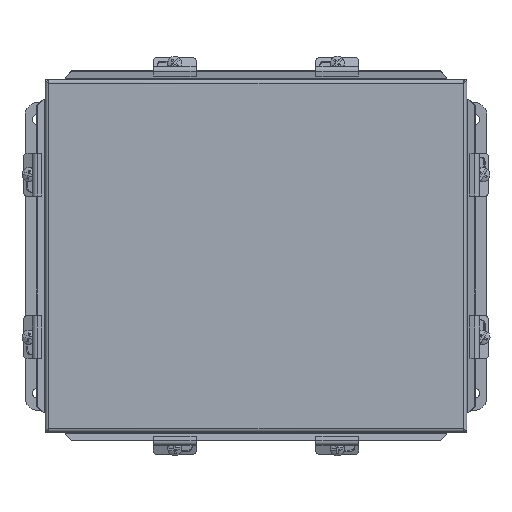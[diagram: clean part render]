
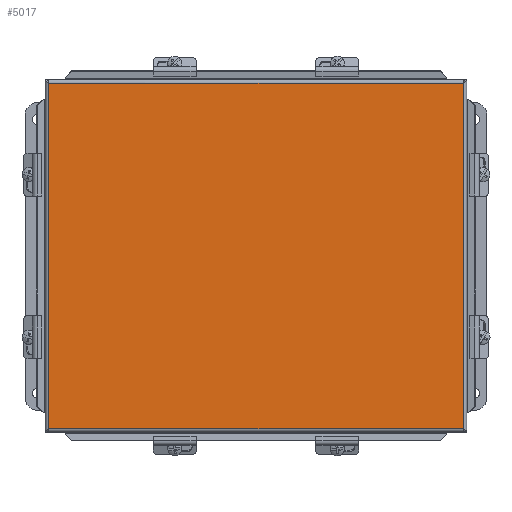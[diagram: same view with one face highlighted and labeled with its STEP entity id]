
A CAD part, top view. The second image highlights one B-rep face of the part: STEP entity #5017.
In plain terms, the highlighted face is planar.
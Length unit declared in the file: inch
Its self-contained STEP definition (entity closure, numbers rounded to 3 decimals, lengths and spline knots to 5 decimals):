
#645=PLANE('',#5619);
#941=FACE_OUTER_BOUND('',#1241,.T.);
#1241=EDGE_LOOP('',(#4344,#4345,#4346,#4347));
#1551=LINE('',#7904,#2018);
#1584=LINE('',#8147,#2051);
#1692=LINE('',#8397,#2159);
#1693=LINE('',#8399,#2160);
#2018=VECTOR('',#6291,0.3937);
#2051=VECTOR('',#6344,0.3937);
#2159=VECTOR('',#6626,0.3937);
#2160=VECTOR('',#6629,0.3937);
#2574=VERTEX_POINT('',#7625);
#2605=VERTEX_POINT('',#7773);
#2633=VERTEX_POINT('',#7903);
#2645=VERTEX_POINT('',#8060);
#3098=EDGE_CURVE('',#2633,#2605,#1551,.T.);
#3140=EDGE_CURVE('',#2574,#2645,#1584,.T.);
#3264=EDGE_CURVE('',#2605,#2574,#1692,.T.);
#3265=EDGE_CURVE('',#2645,#2633,#1693,.T.);
#4344=ORIENTED_EDGE('',*,*,#3098,.T.);
#4345=ORIENTED_EDGE('',*,*,#3264,.T.);
#4346=ORIENTED_EDGE('',*,*,#3140,.T.);
#4347=ORIENTED_EDGE('',*,*,#3265,.T.);
#5017=ADVANCED_FACE('',(#941),#645,.F.);
#5619=AXIS2_PLACEMENT_3D('',#8401,#6632,#6633);
#6291=DIRECTION('',(0.,-1.,0.));
#6344=DIRECTION('',(0.,1.,0.));
#6626=DIRECTION('',(-1.,0.,0.));
#6629=DIRECTION('',(1.,0.,0.));
#6632=DIRECTION('center_axis',(0.,0.,1.));
#6633=DIRECTION('ref_axis',(1.,0.,0.));
#7625=CARTESIAN_POINT('',(0.10525,0.10525,0.));
#7773=CARTESIAN_POINT('',(10.20725,0.10525,0.));
#7903=CARTESIAN_POINT('',(10.20725,12.20725,0.));
#7904=CARTESIAN_POINT('',(10.20725,9.18175,0.));
#8060=CARTESIAN_POINT('',(0.10525,12.20725,0.));
#8147=CARTESIAN_POINT('',(0.10525,3.13075,0.));
#8397=CARTESIAN_POINT('',(7.68175,0.10525,0.));
#8399=CARTESIAN_POINT('',(2.63075,12.20725,0.));
#8401=CARTESIAN_POINT('Origin',(5.15625,6.15625,0.));
